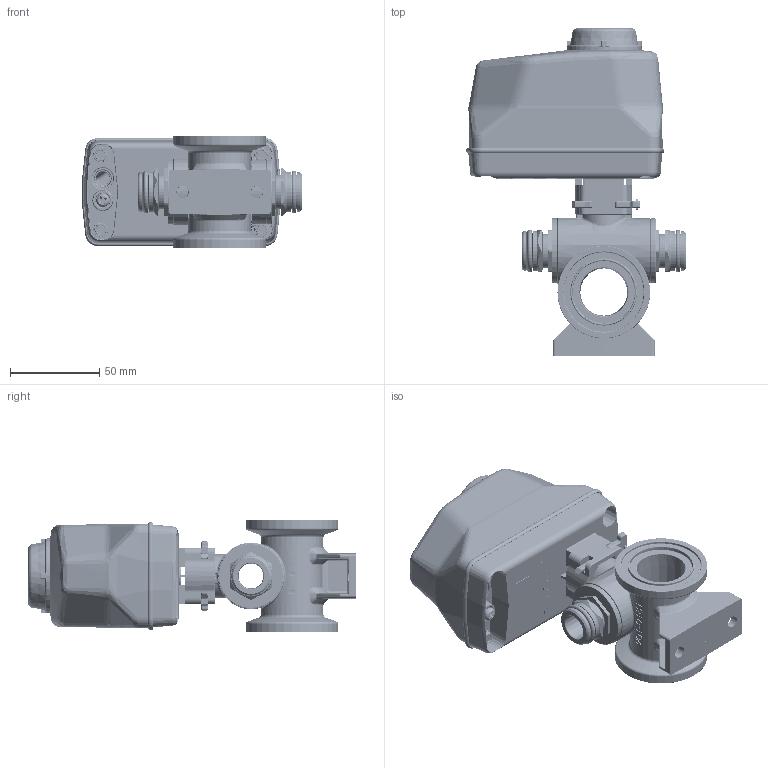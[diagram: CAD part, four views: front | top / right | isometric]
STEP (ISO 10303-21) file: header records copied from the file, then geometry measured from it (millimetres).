
FILE_DESCRIPTION (( 'STEP AP203' ), '1' );
FILE_NAME ('21CA7-10DK0-P31.STEP', '2020-07-06T18:33:08', ( '' ), ( '' ), 'SwSTEP 2.0', 'SolidWorks 2019', '' );
FILE_SCHEMA (( 'CONFIG_CONTROL_DESIGN' ));
Length unit declared in the file: inch
Products named in the file (16): 100-0002; 10DK0-P31; 21CA7; 402-0016; 201-0181; 21CA7-10DK0-P31; 205-0062; 498-7000_promoted; 405-0050; eh-157; 500-0004; 106-0014; 450-0009; 202-0020; 100-0037; 405-0056_405-0055
Assembly tree (23 placements, depth 4):
  21CA7-10DK0-P31
    21CA7
      201-0181
      202-0020  x2
      205-0062  x2
    10DK0-P31
      498-7000_promoted
        405-0050
        405-0056_405-0055
        450-0009
        eh-157
        100-0002  x4
        100-0037  x4
        500-0004
      402-0016
      106-0014
Bounding box: 122.76 x 183.08 x 63.05 mm (x, y, z)
Volume: 202181.8 mm3; surface area: 147402.9 mm2
Topology: 20 solids, 20 shells, 3870 faces, 9459 edges, 5633 vertices
Faces by surface type: cylinder 993, bspline 952, plane 919, torus 686, cone 214, sphere 106
Full cylindrical faces by diameter (mm): 2.286 x32, 2.667 x44, 3.048 x4, 3.302 x4, 4.089 x1, 4.318 x2, 4.445 x1, 4.953 x4, 5.588 x2, 6.35 x2, 6.604 x8, 7.366 x1, 7.95 x1, 8.331 x4, 12.065 x1, 15.875 x1, 19.177 x2, 19.304 x2, 20.828 x2, 21.082 x2, 21.92 x2, 22.606 x2, 24.13 x2, 24.765 x1, 25.654 x6, 26.289 x1, 30.099 x2, 30.785 x6, 35.052 x1, 35.814 x1
Entity records: 152400 total; most frequent: CARTESIAN_POINT 82592, ORIENTED_EDGE 15112, DIRECTION 12603, EDGE_CURVE 7556, AXIS2_PLACEMENT_3D 5139, VERTEX_POINT 4620, EDGE_LOOP 3722, FACE_OUTER_BOUND 3489
